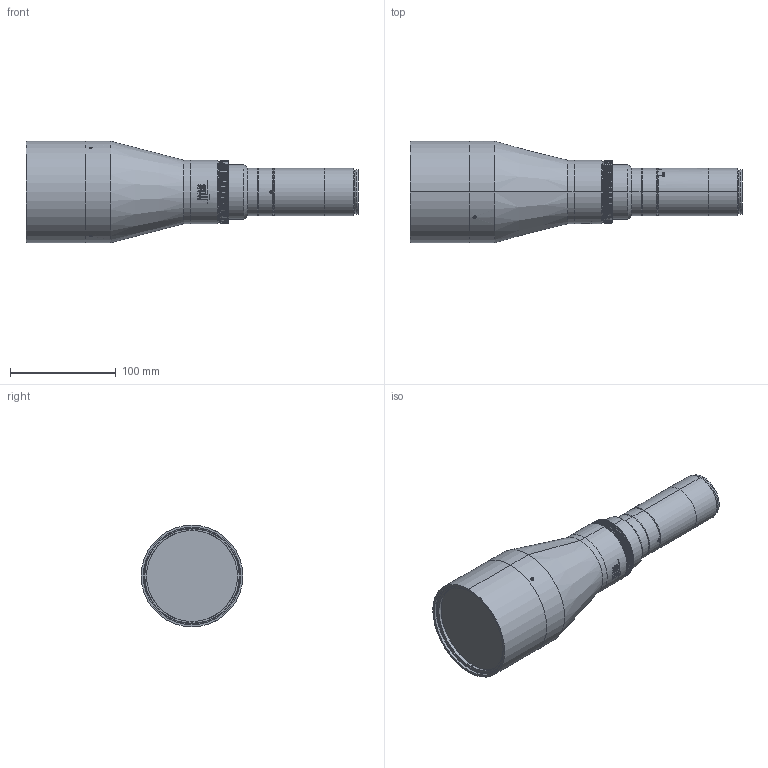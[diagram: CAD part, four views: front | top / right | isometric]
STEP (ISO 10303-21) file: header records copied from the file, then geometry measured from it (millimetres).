
FILE_DESCRIPTION (( 'STEP AP203' ), '1' );
FILE_NAME ('S5LPJ6162_M42_01.STEP', '2022-03-01T12:23:40', ( '' ), ( '' ), 'SwSTEP 2.0', 'SolidWorks 2021', '' );
FILE_SCHEMA (( 'CONFIG_CONTROL_DESIGN' ));
Length unit declared in the file: millimetre
Products named in the file (19): 554305; 557002_S5LPJ6162_M42; S5LPJ6162_M42_01; 533002; 554306; 239407; 216321; 554602; S5LPX2865; 291105; 485719; S5LPX6040_065; DIN 913 - M3 x 4-N_DIN 913 - M3 x 4-N; DIN 913 - M3 x 3-N_DIN 913 - M3 x 3-N; S5LAO6040_065; DIN 913 - M3 x 2-N_DIN 913 - M3 x 2-N; 554307; 554301; 533004
Assembly tree (22 placements, depth 3):
  S5LPJ6162_M42_01
    S5LAO6040_065
      S5LPX6040_065
    554301
      S5LPX2865
      216321
      485719
      554305
      554306
      554307
      DIN 913 - M3 x 4-N_DIN 913 - M3 x 4-N  x3
      DIN 913 - M3 x 3-N_DIN 913 - M3 x 3-N
    239407
    291105
    533002
    533004
    554602
    557002_S5LPJ6162_M42
    DIN 913 - M3 x 2-N_DIN 913 - M3 x 2-N  x3
Bounding box: 313.57 x 96 x 96 mm (x, y, z)
Volume: 401528.7 mm3; surface area: 188976.9 mm2
Topology: 20 solids, 20 shells, 583 faces, 1468 edges, 984 vertices
Faces by surface type: cylinder 231, plane 174, cone 107, torus 64, sphere 4, bspline 3
Entity records: 22479 total; most frequent: CARTESIAN_POINT 7298, DIRECTION 2853, ORIENTED_EDGE 2680, EDGE_CURVE 1340, AXIS2_PLACEMENT_3D 1171, VERTEX_POINT 904, CIRCLE 624, EDGE_LOOP 614
